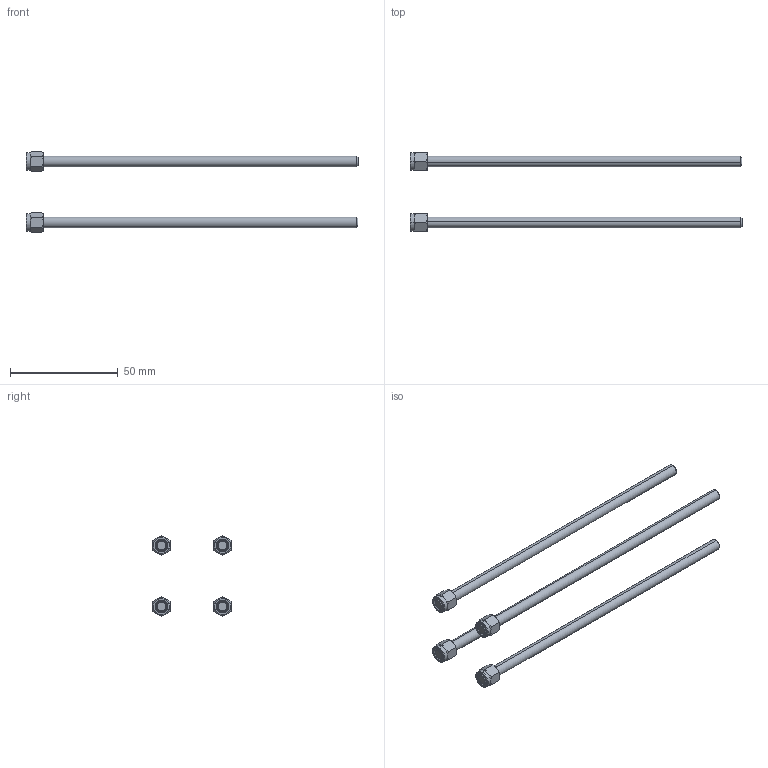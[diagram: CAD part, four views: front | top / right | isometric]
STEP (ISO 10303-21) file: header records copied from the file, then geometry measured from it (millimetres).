
FILE_DESCRIPTION (( 'STEP AP203' ), '1' );
FILE_NAME ('64ca.STEP', '2022-04-16T08:48:08', ( '' ), ( '' ), 'SwSTEP 2.0', 'SolidWorks 2019', '' );
FILE_SCHEMA (( 'CONFIG_CONTROL_DESIGN' ));
Length unit declared in the file: millimetre
Products named in the file (7): V215CR_C_Body bd66f095ad483263f081de88f61d5ed9; 64ca; NUT_M5_C bd66f095ad483263f081de88f61d5ed9; V215CR_VCP_C bd66f095ad483263f081de88f61d5ed9; V215CR_C_TYCINKA bd66f095ad483263f081de88f61d5ed9; V215_VC_A bd66f095ad483263f081de88f61d5ed9; Zatka_pro_OIL_PORT bd66f095ad483263f081de88f61d5ed9
Assembly tree (13 placements, depth 2):
  64ca
    V215CR_C_Body bd66f095ad483263f081de88f61d5ed9
    V215CR_VCP_C bd66f095ad483263f081de88f61d5ed9
    NUT_M5_C bd66f095ad483263f081de88f61d5ed9  x4
    V215CR_C_TYCINKA bd66f095ad483263f081de88f61d5ed9  x4
    V215_VC_A bd66f095ad483263f081de88f61d5ed9
    Zatka_pro_OIL_PORT bd66f095ad483263f081de88f61d5ed9  x2
Bounding box: 154 x 36.3 x 37.54 mm (x, y, z)
Volume: 13158.8 mm3; surface area: 11372 mm2
Topology: 8 solids, 8 shells, 164 faces, 336 edges, 192 vertices
Faces by surface type: cone 88, plane 44, cylinder 24, torus 8
Entity records: 52257 total; most frequent: CARTESIAN_POINT 27713, ORIENTED_EDGE 5524, DIRECTION 3558, EDGE_CURVE 2762, VERTEX_POINT 1803, LINE 1642, VECTOR 1642, EDGE_LOOP 1221
